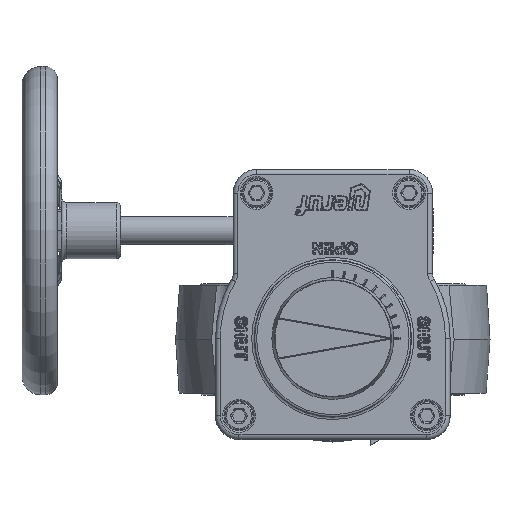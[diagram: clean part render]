
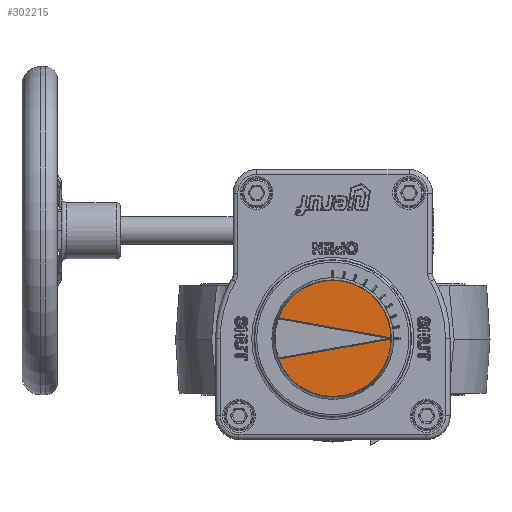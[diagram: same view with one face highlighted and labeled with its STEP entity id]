
A CAD part, top view. The second image highlights one B-rep face of the part: STEP entity #302215.
In plain terms, the highlighted planar face has unit normal (0, 0, 1).
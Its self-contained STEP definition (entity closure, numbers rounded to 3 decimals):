
#302147=CARTESIAN_POINT('',(-0.,0.,226.996));
#302148=DIRECTION('',(0.,0.,1.));
#302149=DIRECTION('',(0.,-1.,0.));
#302150=AXIS2_PLACEMENT_3D('',#302147,#302148,#302149);
#302151=PLANE('',#302150);
#302152=CARTESIAN_POINT('',(-23.13,-8.82,226.996));
#302153=VERTEX_POINT('',#302152);
#302154=CARTESIAN_POINT('',(-0.,-24.755,226.996));
#302155=VERTEX_POINT('',#302154);
#302156=CARTESIAN_POINT('',(-0.,0.,226.996));
#302157=DIRECTION('',(0.,0.,1.));
#302158=DIRECTION('',(0.,-1.,0.));
#302159=AXIS2_PLACEMENT_3D('',#302156,#302157,#302158);
#302160=CIRCLE('',#302159,24.755);
#302161=EDGE_CURVE('',#302153,#302155,#302160,.T.);
#302162=ORIENTED_EDGE('',*,*,#302161,.T.);
#302163=CARTESIAN_POINT('',(24.755,0.,226.996));
#302164=VERTEX_POINT('',#302163);
#302165=CARTESIAN_POINT('',(-0.,0.,226.996));
#302166=DIRECTION('',(0.,0.,1.));
#302167=DIRECTION('',(0.,-1.,0.));
#302168=AXIS2_PLACEMENT_3D('',#302165,#302166,#302167);
#302169=CIRCLE('',#302168,24.755);
#302170=EDGE_CURVE('',#302155,#302164,#302169,.T.);
#302171=ORIENTED_EDGE('',*,*,#302170,.T.);
#302172=CARTESIAN_POINT('',(-0.,24.755,226.996));
#302173=VERTEX_POINT('',#302172);
#302174=CARTESIAN_POINT('',(-0.,0.,226.996));
#302175=DIRECTION('',(0.,0.,1.));
#302176=DIRECTION('',(0.,-1.,0.));
#302177=AXIS2_PLACEMENT_3D('',#302174,#302175,#302176);
#302178=CIRCLE('',#302177,24.755);
#302179=EDGE_CURVE('',#302164,#302173,#302178,.T.);
#302180=ORIENTED_EDGE('',*,*,#302179,.T.);
#302181=CARTESIAN_POINT('',(-23.13,8.82,226.996));
#302182=VERTEX_POINT('',#302181);
#302183=CARTESIAN_POINT('',(-0.,0.,226.996));
#302184=DIRECTION('',(0.,0.,1.));
#302185=DIRECTION('',(0.,-1.,0.));
#302186=AXIS2_PLACEMENT_3D('',#302183,#302184,#302185);
#302187=CIRCLE('',#302186,24.755);
#302188=EDGE_CURVE('',#302173,#302182,#302187,.T.);
#302189=ORIENTED_EDGE('',*,*,#302188,.T.);
#302190=CARTESIAN_POINT('',(24.492,0.308,226.996));
#302191=VERTEX_POINT('',#302190);
#302192=CARTESIAN_POINT('',(-23.13,8.82,226.996));
#302193=DIRECTION('',(0.984,-0.176,0.));
#302194=VECTOR('',#302193,48.377);
#302195=LINE('',#302192,#302194);
#302196=EDGE_CURVE('',#302182,#302191,#302195,.T.);
#302197=ORIENTED_EDGE('',*,*,#302196,.T.);
#302198=CARTESIAN_POINT('',(24.492,-0.308,226.996));
#302199=VERTEX_POINT('',#302198);
#302200=CARTESIAN_POINT('',(24.437,0.,226.996));
#302201=DIRECTION('',(-0.,-0.,-1.));
#302202=DIRECTION('',(0.,-1.,0.));
#302203=AXIS2_PLACEMENT_3D('',#302200,#302201,#302202);
#302204=CIRCLE('',#302203,0.313);
#302205=EDGE_CURVE('',#302191,#302199,#302204,.T.);
#302206=ORIENTED_EDGE('',*,*,#302205,.T.);
#302207=CARTESIAN_POINT('',(24.492,-0.308,226.996));
#302208=DIRECTION('',(-0.984,-0.176,0.));
#302209=VECTOR('',#302208,48.377);
#302210=LINE('',#302207,#302209);
#302211=EDGE_CURVE('',#302199,#302153,#302210,.T.);
#302212=ORIENTED_EDGE('',*,*,#302211,.T.);
#302213=EDGE_LOOP('',(#302162,#302171,#302180,#302189,#302197,#302206,#302212));
#302214=FACE_BOUND('',#302213,.T.);
#302215=ADVANCED_FACE('',(#302214),#302151,.T.);
